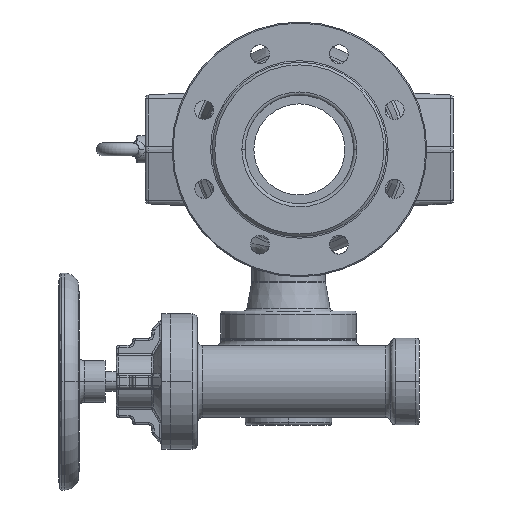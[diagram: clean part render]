
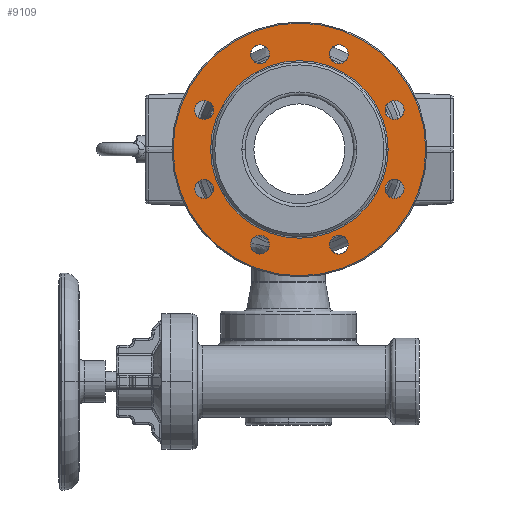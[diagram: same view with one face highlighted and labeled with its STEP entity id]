
A CAD part, left-side view. The second image highlights one B-rep face of the part: STEP entity #9109.
In plain terms, the highlighted planar face has unit normal (-1, 0, 0).
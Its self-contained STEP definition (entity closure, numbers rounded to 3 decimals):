
#2801=CARTESIAN_POINT('',(3.,0.,0.));
#2802=DIRECTION('',(1.,0.,0.));
#2803=DIRECTION('',(0.,1.,0.));
#2804=AXIS2_PLACEMENT_3D('',#2801,#2802,#2803);
#2809=CARTESIAN_POINT('',(3.,0.,0.));
#2810=DIRECTION('',(-1.,0.,0.));
#2811=DIRECTION('',(0.,1.,0.));
#2812=AXIS2_PLACEMENT_3D('',#2809,#2810,#2811);
#2817=CARTESIAN_POINT('',(3.,87.769,36.355));
#2818=DIRECTION('',(-1.,0.,0.));
#2819=DIRECTION('',(0.,1.,0.));
#2820=AXIS2_PLACEMENT_3D('',#2817,#2818,#2819);
#2825=CARTESIAN_POINT('',(3.,87.769,36.355));
#2826=DIRECTION('',(-1.,0.,0.));
#2827=DIRECTION('',(0.,-1.,0.));
#2828=AXIS2_PLACEMENT_3D('',#2825,#2826,#2827);
#2833=CARTESIAN_POINT('',(3.,87.769,-36.355));
#2834=DIRECTION('',(-1.,0.,0.));
#2835=DIRECTION('',(0.,0.707,-0.707));
#2836=AXIS2_PLACEMENT_3D('',#2833,#2834,#2835);
#2841=CARTESIAN_POINT('',(3.,87.769,-36.355));
#2842=DIRECTION('',(-1.,0.,0.));
#2843=DIRECTION('',(0.,-0.707,0.707));
#2844=AXIS2_PLACEMENT_3D('',#2841,#2842,#2843);
#2849=CARTESIAN_POINT('',(3.,36.355,-87.769));
#2850=DIRECTION('',(-1.,0.,0.));
#2851=DIRECTION('',(0.,0.,-1.));
#2852=AXIS2_PLACEMENT_3D('',#2849,#2850,#2851);
#2857=CARTESIAN_POINT('',(3.,36.355,-87.769));
#2858=DIRECTION('',(-1.,0.,0.));
#2859=DIRECTION('',(0.,0.,1.));
#2860=AXIS2_PLACEMENT_3D('',#2857,#2858,#2859);
#2865=CARTESIAN_POINT('',(3.,-36.355,-87.769));
#2866=DIRECTION('',(-1.,0.,0.));
#2867=DIRECTION('',(0.,-0.707,-0.707));
#2868=AXIS2_PLACEMENT_3D('',#2865,#2866,#2867);
#2873=CARTESIAN_POINT('',(3.,-36.355,-87.769));
#2874=DIRECTION('',(-1.,0.,0.));
#2875=DIRECTION('',(0.,0.707,0.707));
#2876=AXIS2_PLACEMENT_3D('',#2873,#2874,#2875);
#2881=CARTESIAN_POINT('',(3.,-87.769,-36.355));
#2882=DIRECTION('',(-1.,0.,0.));
#2883=DIRECTION('',(0.,-1.,0.));
#2884=AXIS2_PLACEMENT_3D('',#2881,#2882,#2883);
#2889=CARTESIAN_POINT('',(3.,-87.769,-36.355));
#2890=DIRECTION('',(-1.,0.,0.));
#2891=DIRECTION('',(0.,1.,0.));
#2892=AXIS2_PLACEMENT_3D('',#2889,#2890,#2891);
#2897=CARTESIAN_POINT('',(3.,-87.769,36.355));
#2898=DIRECTION('',(-1.,0.,0.));
#2899=DIRECTION('',(0.,-0.707,0.707));
#2900=AXIS2_PLACEMENT_3D('',#2897,#2898,#2899);
#2905=CARTESIAN_POINT('',(3.,-87.769,36.355));
#2906=DIRECTION('',(-1.,0.,0.));
#2907=DIRECTION('',(0.,0.707,-0.707));
#2908=AXIS2_PLACEMENT_3D('',#2905,#2906,#2907);
#2913=CARTESIAN_POINT('',(3.,-36.355,87.769));
#2914=DIRECTION('',(-1.,0.,0.));
#2915=DIRECTION('',(0.,0.,1.));
#2916=AXIS2_PLACEMENT_3D('',#2913,#2914,#2915);
#2921=CARTESIAN_POINT('',(3.,-36.355,87.769));
#2922=DIRECTION('',(-1.,0.,0.));
#2923=DIRECTION('',(0.,0.,-1.));
#2924=AXIS2_PLACEMENT_3D('',#2921,#2922,#2923);
#2929=CARTESIAN_POINT('',(3.,36.355,87.769));
#2930=DIRECTION('',(-1.,0.,0.));
#2931=DIRECTION('',(0.,0.707,0.707));
#2932=AXIS2_PLACEMENT_3D('',#2929,#2930,#2931);
#2937=CARTESIAN_POINT('',(3.,36.355,87.769));
#2938=DIRECTION('',(-1.,0.,0.));
#2939=DIRECTION('',(0.,-0.707,-0.707));
#2940=AXIS2_PLACEMENT_3D('',#2937,#2938,#2939);
#2945=CARTESIAN_POINT('',(3.,0.,0.));
#2946=DIRECTION('',(-1.,0.,0.));
#2947=DIRECTION('',(0.,1.,0.));
#2948=AXIS2_PLACEMENT_3D('',#2945,#2946,#2947);
#2961=CARTESIAN_POINT('',(3.,0.,0.));
#2962=DIRECTION('',(1.,0.,0.));
#2963=DIRECTION('',(0.,1.,0.));
#2964=AXIS2_PLACEMENT_3D('',#2961,#2962,#2963);
#6225=CARTESIAN_POINT('',(3.,116.5,0.));
#6226=VERTEX_POINT('',#6225);
#6227=CARTESIAN_POINT('',(3.,81.829,0.));
#6229=VERTEX_POINT('',#6227);
#6263=CARTESIAN_POINT('',(3.,-116.5,0.));
#6264=VERTEX_POINT('',#6263);
#6265=CARTESIAN_POINT('',(3.,-81.829,0.));
#6267=VERTEX_POINT('',#6265);
#6621=CARTESIAN_POINT('',(3.,96.519,36.355));
#6622=CARTESIAN_POINT('',(3.,79.019,36.355));
#6623=VERTEX_POINT('',#6621);
#6624=VERTEX_POINT('',#6622);
#6635=CARTESIAN_POINT('',(3.,93.956,-42.542));
#6636=CARTESIAN_POINT('',(3.,81.581,-30.168));
#6637=VERTEX_POINT('',#6635);
#6638=VERTEX_POINT('',#6636);
#6647=CARTESIAN_POINT('',(3.,36.355,-96.519));
#6648=CARTESIAN_POINT('',(3.,36.355,-79.019));
#6649=VERTEX_POINT('',#6647);
#6650=VERTEX_POINT('',#6648);
#6659=CARTESIAN_POINT('',(3.,-42.542,-93.956));
#6660=CARTESIAN_POINT('',(3.,-30.168,-81.581));
#6661=VERTEX_POINT('',#6659);
#6662=VERTEX_POINT('',#6660);
#6671=CARTESIAN_POINT('',(3.,-96.519,-36.355));
#6672=CARTESIAN_POINT('',(3.,-79.019,-36.355));
#6673=VERTEX_POINT('',#6671);
#6674=VERTEX_POINT('',#6672);
#6683=CARTESIAN_POINT('',(3.,-93.956,42.542));
#6684=CARTESIAN_POINT('',(3.,-81.581,30.168));
#6685=VERTEX_POINT('',#6683);
#6686=VERTEX_POINT('',#6684);
#6697=CARTESIAN_POINT('',(3.,-36.355,96.519));
#6698=CARTESIAN_POINT('',(3.,-36.355,79.019));
#6699=VERTEX_POINT('',#6697);
#6700=VERTEX_POINT('',#6698);
#6711=CARTESIAN_POINT('',(3.,42.542,93.956));
#6712=CARTESIAN_POINT('',(3.,30.168,81.581));
#6713=VERTEX_POINT('',#6711);
#6714=VERTEX_POINT('',#6712);
#9047=CARTESIAN_POINT('',(3.,0.,0.));
#9048=DIRECTION('',(-1.,0.,0.));
#9049=DIRECTION('',(0.,1.,0.));
#9050=AXIS2_PLACEMENT_3D('',#9047,#9048,#9049);
#9051=PLANE('',#9050);
#9052=ORIENTED_EDGE('',*,*,#9042,.T.);
#9053=ORIENTED_EDGE('',*,*,#9026,.F.);
#9054=EDGE_LOOP('',(#9052,#9053));
#9055=FACE_OUTER_BOUND('',#9054,.F.);
#9057=ORIENTED_EDGE('',*,*,#9056,.T.);
#9059=ORIENTED_EDGE('',*,*,#9058,.F.);
#9060=EDGE_LOOP('',(#9057,#9059));
#9061=FACE_BOUND('',#9060,.F.);
#9063=ORIENTED_EDGE('',*,*,#9062,.T.);
#9065=ORIENTED_EDGE('',*,*,#9064,.T.);
#9066=EDGE_LOOP('',(#9063,#9065));
#9067=FACE_BOUND('',#9066,.F.);
#9069=ORIENTED_EDGE('',*,*,#9068,.T.);
#9071=ORIENTED_EDGE('',*,*,#9070,.T.);
#9072=EDGE_LOOP('',(#9069,#9071));
#9073=FACE_BOUND('',#9072,.F.);
#9075=ORIENTED_EDGE('',*,*,#9074,.T.);
#9077=ORIENTED_EDGE('',*,*,#9076,.T.);
#9078=EDGE_LOOP('',(#9075,#9077));
#9079=FACE_BOUND('',#9078,.F.);
#9081=ORIENTED_EDGE('',*,*,#9080,.T.);
#9083=ORIENTED_EDGE('',*,*,#9082,.T.);
#9084=EDGE_LOOP('',(#9081,#9083));
#9085=FACE_BOUND('',#9084,.F.);
#9087=ORIENTED_EDGE('',*,*,#9086,.T.);
#9088=ORIENTED_EDGE('',*,*,#8895,.T.);
#9089=EDGE_LOOP('',(#9087,#9088));
#9090=FACE_BOUND('',#9089,.F.);
#9092=ORIENTED_EDGE('',*,*,#9091,.T.);
#9094=ORIENTED_EDGE('',*,*,#9093,.T.);
#9095=EDGE_LOOP('',(#9092,#9094));
#9096=FACE_BOUND('',#9095,.F.);
#9098=ORIENTED_EDGE('',*,*,#9097,.T.);
#9100=ORIENTED_EDGE('',*,*,#9099,.T.);
#9101=EDGE_LOOP('',(#9098,#9100));
#9102=FACE_BOUND('',#9101,.F.);
#9104=ORIENTED_EDGE('',*,*,#9103,.T.);
#9106=ORIENTED_EDGE('',*,*,#9105,.T.);
#9107=EDGE_LOOP('',(#9104,#9106));
#9108=FACE_BOUND('',#9107,.F.);
#9109=ADVANCED_FACE('',(#9055,#9061,#9067,#9073,#9079,#9085,#9090,#9096,#9102,
#9108),#9051,.T.);
#2805=CIRCLE('',#2804,116.5);
#2813=CIRCLE('',#2812,116.5);
#2821=CIRCLE('',#2820,8.75);
#2829=CIRCLE('',#2828,8.75);
#2837=CIRCLE('',#2836,8.75);
#2845=CIRCLE('',#2844,8.75);
#2853=CIRCLE('',#2852,8.75);
#2861=CIRCLE('',#2860,8.75);
#2869=CIRCLE('',#2868,8.75);
#2877=CIRCLE('',#2876,8.75);
#2885=CIRCLE('',#2884,8.75);
#2893=CIRCLE('',#2892,8.75);
#2901=CIRCLE('',#2900,8.75);
#2909=CIRCLE('',#2908,8.75);
#2917=CIRCLE('',#2916,8.75);
#2925=CIRCLE('',#2924,8.75);
#2933=CIRCLE('',#2932,8.75);
#2941=CIRCLE('',#2940,8.75);
#2949=CIRCLE('',#2948,81.829);
#2965=CIRCLE('',#2964,81.829);
#8895=EDGE_CURVE('',#6674,#6673,#2893,.T.);
#9026=EDGE_CURVE('',#6226,#6264,#2813,.T.);
#9042=EDGE_CURVE('',#6226,#6264,#2805,.T.);
#9056=EDGE_CURVE('',#6229,#6267,#2949,.T.);
#9058=EDGE_CURVE('',#6229,#6267,#2965,.T.);
#9062=EDGE_CURVE('',#6623,#6624,#2821,.T.);
#9064=EDGE_CURVE('',#6624,#6623,#2829,.T.);
#9068=EDGE_CURVE('',#6637,#6638,#2837,.T.);
#9070=EDGE_CURVE('',#6638,#6637,#2845,.T.);
#9074=EDGE_CURVE('',#6649,#6650,#2853,.T.);
#9076=EDGE_CURVE('',#6650,#6649,#2861,.T.);
#9080=EDGE_CURVE('',#6661,#6662,#2869,.T.);
#9082=EDGE_CURVE('',#6662,#6661,#2877,.T.);
#9086=EDGE_CURVE('',#6673,#6674,#2885,.T.);
#9091=EDGE_CURVE('',#6685,#6686,#2901,.T.);
#9093=EDGE_CURVE('',#6686,#6685,#2909,.T.);
#9097=EDGE_CURVE('',#6699,#6700,#2917,.T.);
#9099=EDGE_CURVE('',#6700,#6699,#2925,.T.);
#9103=EDGE_CURVE('',#6713,#6714,#2933,.T.);
#9105=EDGE_CURVE('',#6714,#6713,#2941,.T.);
